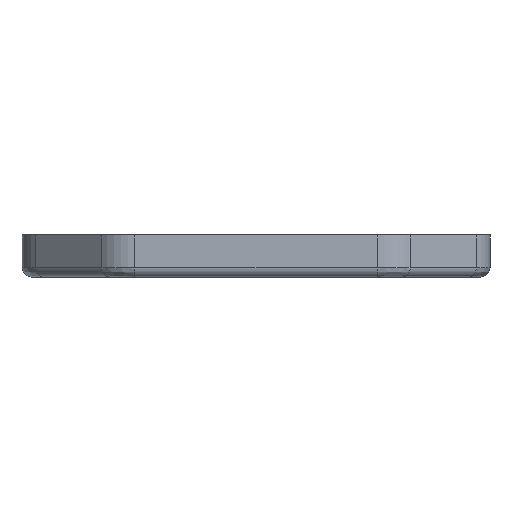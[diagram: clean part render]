
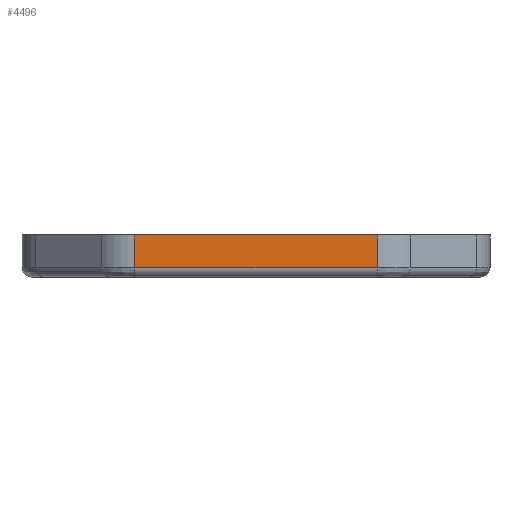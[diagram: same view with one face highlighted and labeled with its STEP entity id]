
A CAD part, front view. The second image highlights one B-rep face of the part: STEP entity #4496.
In plain terms, the highlighted planar face has unit normal (0, -1, 0).
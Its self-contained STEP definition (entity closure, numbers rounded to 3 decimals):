
#111 = VECTOR ( 'NONE', #5627, 1000. ) ;
#469 = CARTESIAN_POINT ( 'NONE',  ( -12.929, -45., 0. ) ) ;
#808 = LINE ( 'NONE', #2868, #3311 ) ;
#1491 = VERTEX_POINT ( 'NONE', #3414 ) ;
#1643 = VERTEX_POINT ( 'NONE', #2987 ) ;
#1688 = EDGE_CURVE ( 'NONE', #1916, #1924, #808, .T. ) ;
#1916 = VERTEX_POINT ( 'NONE', #2538 ) ;
#1924 = VERTEX_POINT ( 'NONE', #2495 ) ;
#2084 = LINE ( 'NONE', #3515, #4435 ) ;
#2358 = CARTESIAN_POINT ( 'NONE',  ( -25., -45., 0. ) ) ;
#2495 = CARTESIAN_POINT ( 'NONE',  ( 12.929, -45., 4.5 ) ) ;
#2538 = CARTESIAN_POINT ( 'NONE',  ( -12.929, -45., 4.5 ) ) ;
#2577 = VECTOR ( 'NONE', #3975, 1000. ) ;
#2618 = LINE ( 'NONE', #469, #111 ) ;
#2821 = DIRECTION ( 'NONE',  ( 0., 0., -1. ) ) ;
#2838 = ORIENTED_EDGE ( 'NONE', *, *, #5114, .F. ) ;
#2859 = DIRECTION ( 'NONE',  ( 1., 0., 0. ) ) ;
#2868 = CARTESIAN_POINT ( 'NONE',  ( 0., -45., 4.5 ) ) ;
#2987 = CARTESIAN_POINT ( 'NONE',  ( 12.929, -45., 1. ) ) ;
#3138 = EDGE_CURVE ( 'NONE', #1916, #1491, #2618, .T. ) ;
#3143 = ORIENTED_EDGE ( 'NONE', *, *, #1688, .F. ) ;
#3164 = FACE_OUTER_BOUND ( 'NONE', #4914, .T. ) ;
#3311 = VECTOR ( 'NONE', #2859, 1000. ) ;
#3414 = CARTESIAN_POINT ( 'NONE',  ( -12.929, -45., 1. ) ) ;
#3503 = CARTESIAN_POINT ( 'NONE',  ( 13.154, -45., 1. ) ) ;
#3515 = CARTESIAN_POINT ( 'NONE',  ( 12.929, -45., 4.655 ) ) ;
#3882 = EDGE_CURVE ( 'NONE', #1924, #1643, #2084, .T. ) ;
#3975 = DIRECTION ( 'NONE',  ( -1., 0., 0. ) ) ;
#4198 = PLANE ( 'NONE',  #4934 ) ;
#4435 = VECTOR ( 'NONE', #4486, 1000. ) ;
#4486 = DIRECTION ( 'NONE',  ( 0., 0., -1. ) ) ;
#4496 = ADVANCED_FACE ( 'NONE', ( #3164 ), #4198, .T. ) ;
#4558 = ORIENTED_EDGE ( 'NONE', *, *, #3882, .F. ) ;
#4914 = EDGE_LOOP ( 'NONE', ( #5210, #2838, #4558, #3143 ) ) ;
#4934 = AXIS2_PLACEMENT_3D ( 'NONE', #2358, #5612, #2821 ) ;
#5050 = LINE ( 'NONE', #3503, #2577 ) ;
#5114 = EDGE_CURVE ( 'NONE', #1643, #1491, #5050, .T. ) ;
#5210 = ORIENTED_EDGE ( 'NONE', *, *, #3138, .T. ) ;
#5612 = DIRECTION ( 'NONE',  ( 0., -1., 0. ) ) ;
#5627 = DIRECTION ( 'NONE',  ( 0., 0., -1. ) ) ;
